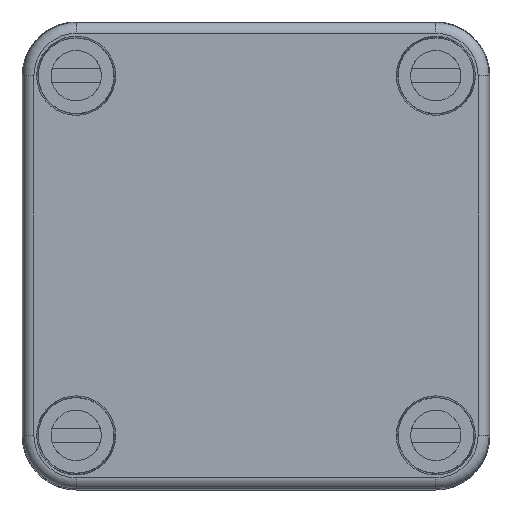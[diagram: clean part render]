
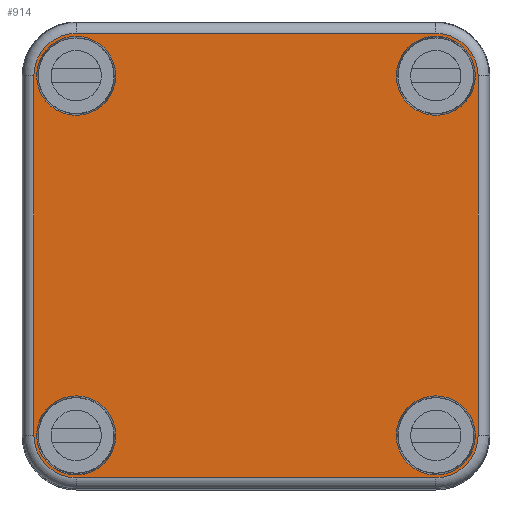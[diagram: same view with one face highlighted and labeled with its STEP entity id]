
A CAD part, top view. The second image highlights one B-rep face of the part: STEP entity #914.
In plain terms, the highlighted planar face has unit normal (0, 0, 1).
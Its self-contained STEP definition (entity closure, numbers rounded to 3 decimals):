
#914 = ADVANCED_FACE( '', ( #2147, #2148, #2149, #2150, #2151 ), #2152, .T. );
#2147 = FACE_BOUND( '', #3790, .T. );
#2148 = FACE_OUTER_BOUND( '', #3791, .T. );
#2149 = FACE_BOUND( '', #3792, .T. );
#2150 = FACE_BOUND( '', #3793, .T. );
#2151 = FACE_BOUND( '', #3794, .T. );
#2152 = PLANE( '', #3795 );
#3790 = EDGE_LOOP( '', ( #6216 ) );
#3791 = EDGE_LOOP( '', ( #6217, #6218, #6219, #6220, #6221, #6222, #6223, #6224 ) );
#3792 = EDGE_LOOP( '', ( #6225 ) );
#3793 = EDGE_LOOP( '', ( #6226 ) );
#3794 = EDGE_LOOP( '', ( #6227 ) );
#3795 = AXIS2_PLACEMENT_3D( '', #6228, #6229, #6230 );
#6216 = ORIENTED_EDGE( '', *, *, #9899, .F. );
#6217 = ORIENTED_EDGE( '', *, *, #9216, .F. );
#6218 = ORIENTED_EDGE( '', *, *, #9900, .T. );
#6219 = ORIENTED_EDGE( '', *, *, #9257, .F. );
#6220 = ORIENTED_EDGE( '', *, *, #9901, .T. );
#6221 = ORIENTED_EDGE( '', *, *, #9902, .T. );
#6222 = ORIENTED_EDGE( '', *, *, #9903, .F. );
#6223 = ORIENTED_EDGE( '', *, *, #9904, .T. );
#6224 = ORIENTED_EDGE( '', *, *, #9905, .F. );
#6225 = ORIENTED_EDGE( '', *, *, #9906, .F. );
#6226 = ORIENTED_EDGE( '', *, *, #9907, .F. );
#6227 = ORIENTED_EDGE( '', *, *, #9908, .F. );
#6228 = CARTESIAN_POINT( '', ( 0., 0., 15. ) );
#6229 = DIRECTION( '', ( 0., 0., 1. ) );
#6230 = DIRECTION( '', ( 1., 0., 0. ) );
#9216 = EDGE_CURVE( '', #10888, #10891, #10892, .T. );
#9257 = EDGE_CURVE( '', #10964, #10965, #10966, .T. );
#9899 = EDGE_CURVE( '', #12034, #12034, #12035, .T. );
#9900 = EDGE_CURVE( '', #10888, #10965, #12036, .T. );
#9901 = EDGE_CURVE( '', #10964, #12037, #12038, .T. );
#9902 = EDGE_CURVE( '', #12037, #12039, #12040, .T. );
#9903 = EDGE_CURVE( '', #12041, #12039, #12042, .T. );
#9904 = EDGE_CURVE( '', #12041, #12043, #12044, .T. );
#9905 = EDGE_CURVE( '', #10891, #12043, #12045, .T. );
#9906 = EDGE_CURVE( '', #12046, #12046, #12047, .T. );
#9907 = EDGE_CURVE( '', #12048, #12048, #12049, .T. );
#9908 = EDGE_CURVE( '', #12050, #12050, #12051, .T. );
#10888 = VERTEX_POINT( '', #13378 );
#10891 = VERTEX_POINT( '', #13381 );
#10892 = LINE( '', #13382, #13383 );
#10964 = VERTEX_POINT( '', #13481 );
#10965 = VERTEX_POINT( '', #13482 );
#10966 = LINE( '', #13483, #13484 );
#12034 = VERTEX_POINT( '', #14876 );
#12035 = CIRCLE( '', #14877, 5.5 );
#12036 = CIRCLE( '', #14878, 5.882 );
#12037 = VERTEX_POINT( '', #14879 );
#12038 = CIRCLE( '', #14880, 5.882 );
#12039 = VERTEX_POINT( '', #14881 );
#12040 = LINE( '', #14882, #14883 );
#12041 = VERTEX_POINT( '', #14884 );
#12042 = CIRCLE( '', #14885, 5.882 );
#12043 = VERTEX_POINT( '', #14886 );
#12044 = LINE( '', #14887, #14888 );
#12045 = CIRCLE( '', #14889, 5.882 );
#12046 = VERTEX_POINT( '', #14890 );
#12047 = CIRCLE( '', #14891, 5.5 );
#12048 = VERTEX_POINT( '', #14892 );
#12049 = CIRCLE( '', #14893, 5.5 );
#12050 = VERTEX_POINT( '', #14894 );
#12051 = CIRCLE( '', #14895, 5.5 );
#13378 = CARTESIAN_POINT( '', ( 25., -30.882, 15. ) );
#13381 = CARTESIAN_POINT( '', ( -25., -30.882, 15. ) );
#13382 = CARTESIAN_POINT( '', ( 32.5, -30.882, 15. ) );
#13383 = VECTOR( '', #16509, 1000. );
#13481 = CARTESIAN_POINT( '', ( 30.882, 25., 15. ) );
#13482 = CARTESIAN_POINT( '', ( 30.882, -25., 15. ) );
#13483 = CARTESIAN_POINT( '', ( 30.882, 32.5, 15. ) );
#13484 = VECTOR( '', #16554, 1000. );
#14876 = CARTESIAN_POINT( '', ( 30.5, -25., 15. ) );
#14877 = AXIS2_PLACEMENT_3D( '', #17434, #17435, #17436 );
#14878 = AXIS2_PLACEMENT_3D( '', #17437, #17438, #17439 );
#14879 = CARTESIAN_POINT( '', ( 25., 30.882, 15. ) );
#14880 = AXIS2_PLACEMENT_3D( '', #17440, #17441, #17442 );
#14881 = CARTESIAN_POINT( '', ( -25., 30.882, 15. ) );
#14882 = CARTESIAN_POINT( '', ( 32.5, 30.882, 15. ) );
#14883 = VECTOR( '', #17443, 1000. );
#14884 = CARTESIAN_POINT( '', ( -30.882, 25., 15. ) );
#14885 = AXIS2_PLACEMENT_3D( '', #17444, #17445, #17446 );
#14886 = CARTESIAN_POINT( '', ( -30.882, -25., 15. ) );
#14887 = CARTESIAN_POINT( '', ( -30.882, 32.5, 15. ) );
#14888 = VECTOR( '', #17447, 1000. );
#14889 = AXIS2_PLACEMENT_3D( '', #17448, #17449, #17450 );
#14890 = CARTESIAN_POINT( '', ( -19.5, -25., 15. ) );
#14891 = AXIS2_PLACEMENT_3D( '', #17451, #17452, #17453 );
#14892 = CARTESIAN_POINT( '', ( -19.5, 25., 15. ) );
#14893 = AXIS2_PLACEMENT_3D( '', #17454, #17455, #17456 );
#14894 = CARTESIAN_POINT( '', ( 30.5, 25., 15. ) );
#14895 = AXIS2_PLACEMENT_3D( '', #17457, #17458, #17459 );
#16509 = DIRECTION( '', ( -1., 0., 0. ) );
#16554 = DIRECTION( '', ( 0., -1., 0. ) );
#17434 = CARTESIAN_POINT( '', ( 25., -25., 15. ) );
#17435 = DIRECTION( '', ( 0., 0., 1. ) );
#17436 = DIRECTION( '', ( 1., 0., 0. ) );
#17437 = CARTESIAN_POINT( '', ( 25., -25., 15. ) );
#17438 = DIRECTION( '', ( 0., 0., 1. ) );
#17439 = DIRECTION( '', ( 1., 0., 0. ) );
#17440 = CARTESIAN_POINT( '', ( 25., 25., 15. ) );
#17441 = DIRECTION( '', ( 0., 0., 1. ) );
#17442 = DIRECTION( '', ( 1., 0., 0. ) );
#17443 = DIRECTION( '', ( -1., 0., 0. ) );
#17444 = CARTESIAN_POINT( '', ( -25., 25., 15. ) );
#17445 = DIRECTION( '', ( 0., 0., -1. ) );
#17446 = DIRECTION( '', ( -1., 0., 0. ) );
#17447 = DIRECTION( '', ( 0., -1., 0. ) );
#17448 = CARTESIAN_POINT( '', ( -25., -25., 15. ) );
#17449 = DIRECTION( '', ( 0., 0., -1. ) );
#17450 = DIRECTION( '', ( -1., 0., 0. ) );
#17451 = CARTESIAN_POINT( '', ( -25., -25., 15. ) );
#17452 = DIRECTION( '', ( 0., 0., 1. ) );
#17453 = DIRECTION( '', ( 1., 0., 0. ) );
#17454 = CARTESIAN_POINT( '', ( -25., 25., 15. ) );
#17455 = DIRECTION( '', ( 0., 0., 1. ) );
#17456 = DIRECTION( '', ( 1., 0., 0. ) );
#17457 = CARTESIAN_POINT( '', ( 25., 25., 15. ) );
#17458 = DIRECTION( '', ( 0., 0., 1. ) );
#17459 = DIRECTION( '', ( 1., 0., 0. ) );
